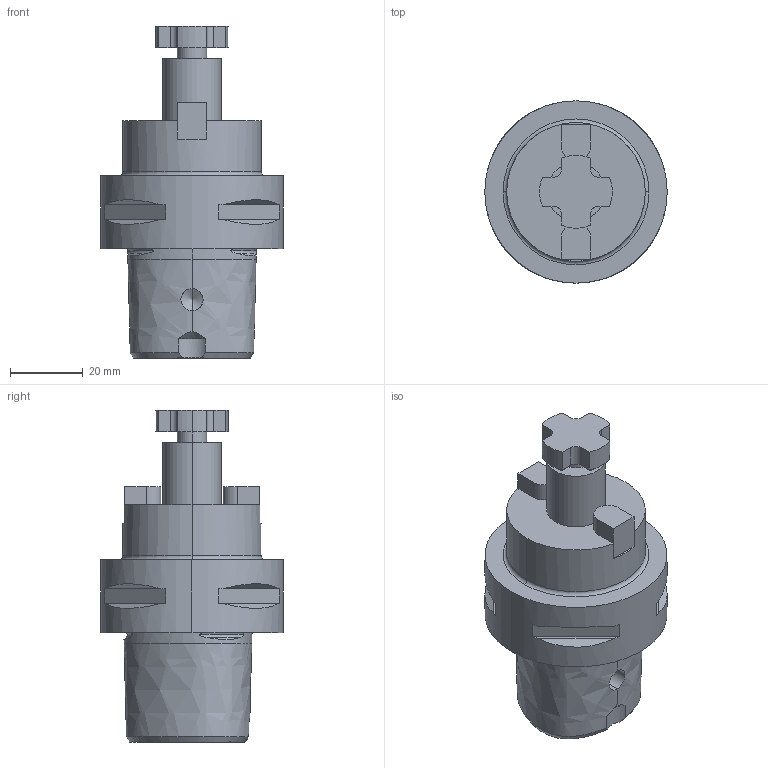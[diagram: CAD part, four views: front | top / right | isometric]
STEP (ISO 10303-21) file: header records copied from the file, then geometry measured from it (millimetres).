
FILE_DESCRIPTION (( 'STEP AP203' ), '1' );
FILE_NAME ('STP-142.157.16.035.STEP', '2020-06-01T07:15:07', ( '' ), ( '' ), 'SwSTEP 2.0', 'SolidWorks 2017', '' );
FILE_SCHEMA (( 'CONFIG_CONTROL_DESIGN' ));
Length unit declared in the file: millimetre
Products named in the file (1): STP-142.157.16.035
Bounding box: 50 x 50 x 91 mm (x, y, z)
Volume: 74383.5 mm3; surface area: 18068.2 mm2
Topology: 1 solids, 1 shells, 129 faces, 319 edges, 201 vertices
Faces by surface type: plane 54, cylinder 42, cone 16, torus 11, bspline 6
Entity records: 6139 total; most frequent: CARTESIAN_POINT 3010, DIRECTION 641, ORIENTED_EDGE 634, EDGE_CURVE 317, AXIS2_PLACEMENT_3D 253, VERTEX_POINT 201, EDGE_LOOP 150, LINE 135
